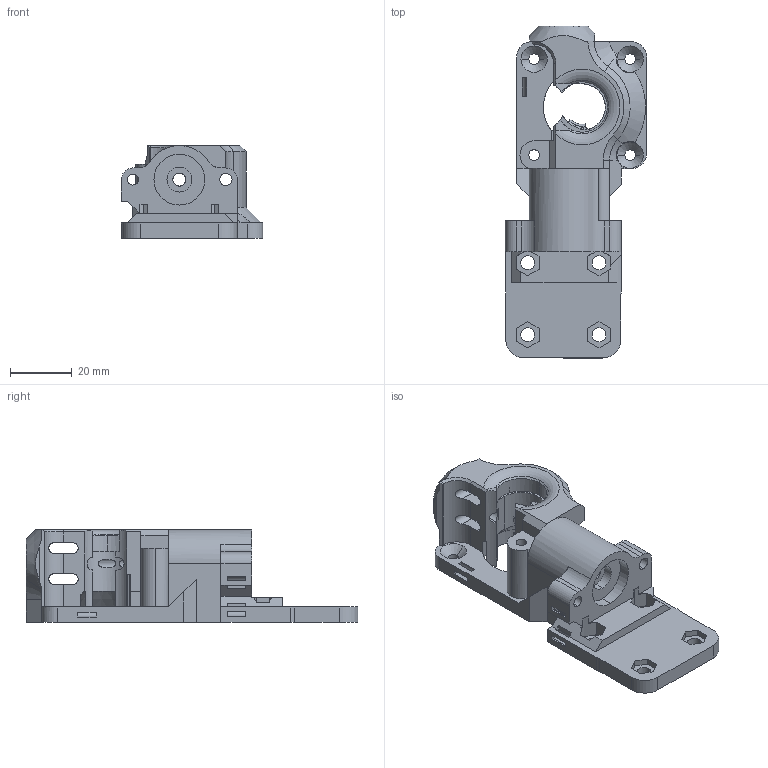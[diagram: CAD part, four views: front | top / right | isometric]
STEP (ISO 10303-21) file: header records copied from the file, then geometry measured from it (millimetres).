
FILE_DESCRIPTION (( 'STEP AP203' ), '1' );
FILE_NAME ('Extrusor - Cuerpo Extruder.STEP', '2016-09-19T17:49:35', ( '' ), ( '' ), 'SwSTEP 2.0', 'SolidWorks 2016', '' );
FILE_SCHEMA (( 'CONFIG_CONTROL_DESIGN' ));
Length unit declared in the file: millimetre
Products named in the file (1): Extrusor - Cuerpo Extruder
Bounding box: 45.65 x 107.15 x 30 mm (x, y, z)
Volume: 47808.8 mm3; surface area: 19078.5 mm2
Topology: 1 solids, 1 shells, 281 faces, 809 edges, 527 vertices
Faces by surface type: plane 143, cylinder 100, cone 21, bspline 10, torus 7
Entity records: 10166 total; most frequent: CARTESIAN_POINT 2608, ORIENTED_EDGE 1618, DIRECTION 1517, EDGE_CURVE 809, VERTEX_POINT 527, AXIS2_PLACEMENT_3D 515, LINE 487, VECTOR 487
